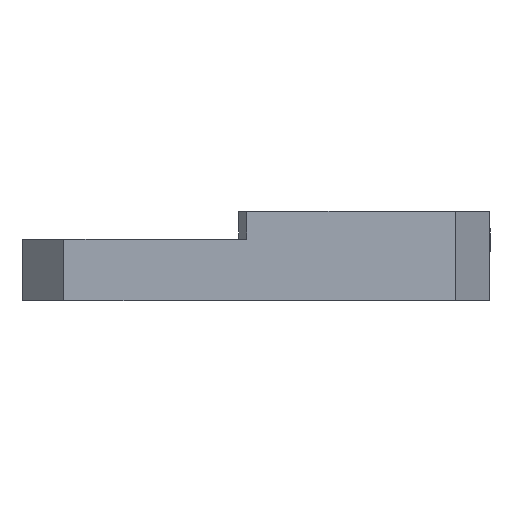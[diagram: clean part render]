
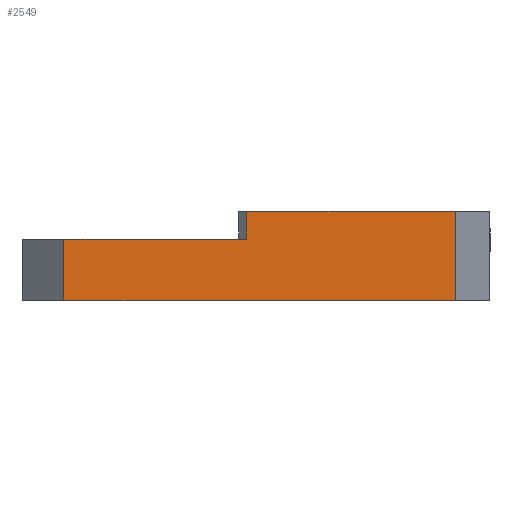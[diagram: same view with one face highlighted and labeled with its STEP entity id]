
A CAD part, left-side view. The second image highlights one B-rep face of the part: STEP entity #2549.
In plain terms, the highlighted planar face has unit normal (-1, 0, 0).
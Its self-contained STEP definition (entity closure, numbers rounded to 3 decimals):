
#139=PLANE('',#2751);
#295=FACE_OUTER_BOUND('',#441,.T.);
#441=EDGE_LOOP('',(#2363,#2364,#2365,#2366,#2367,#2368));
#467=LINE('',#3546,#770);
#553=LINE('',#3871,#856);
#731=LINE('',#4265,#1034);
#736=LINE('',#4288,#1039);
#747=LINE('',#4309,#1050);
#748=LINE('',#4311,#1051);
#770=VECTOR('',#2791,10.);
#856=VECTOR('',#2967,10.);
#1034=VECTOR('',#3339,10.);
#1039=VECTOR('',#3374,10.);
#1050=VECTOR('',#3405,10.);
#1051=VECTOR('',#3408,10.);
#1114=VERTEX_POINT('',#3532);
#1120=VERTEX_POINT('',#3544);
#1212=VERTEX_POINT('',#3868);
#1213=VERTEX_POINT('',#3870);
#1331=VERTEX_POINT('',#4262);
#1332=VERTEX_POINT('',#4264);
#1352=EDGE_CURVE('',#1120,#1114,#467,.T.);
#1465=EDGE_CURVE('',#1213,#1212,#553,.T.);
#1666=EDGE_CURVE('',#1332,#1331,#731,.T.);
#1677=EDGE_CURVE('',#1114,#1212,#736,.T.);
#1688=EDGE_CURVE('',#1331,#1213,#747,.T.);
#1689=EDGE_CURVE('',#1332,#1120,#748,.F.);
#2363=ORIENTED_EDGE('',*,*,#1677,.F.);
#2364=ORIENTED_EDGE('',*,*,#1352,.F.);
#2365=ORIENTED_EDGE('',*,*,#1689,.F.);
#2366=ORIENTED_EDGE('',*,*,#1666,.T.);
#2367=ORIENTED_EDGE('',*,*,#1688,.T.);
#2368=ORIENTED_EDGE('',*,*,#1465,.T.);
#2549=ADVANCED_FACE('',(#295),#139,.T.);
#2751=AXIS2_PLACEMENT_3D('',#4310,#3406,#3407);
#2791=DIRECTION('',(0.,1.,0.));
#2967=DIRECTION('',(0.,1.,0.));
#3339=DIRECTION('',(0.,1.,0.));
#3374=DIRECTION('',(0.,0.,1.));
#3405=DIRECTION('',(0.,0.,-1.));
#3406=DIRECTION('center_axis',(-1.,0.,0.));
#3407=DIRECTION('ref_axis',(0.,1.,0.));
#3408=DIRECTION('',(0.,0.,1.));
#3532=CARTESIAN_POINT('',(-14.8,13.75,0.));
#3544=CARTESIAN_POINT('',(-14.8,-14.28,0.));
#3546=CARTESIAN_POINT('',(-14.8,-14.186,0.));
#3868=CARTESIAN_POINT('',(-14.8,13.75,4.4));
#3870=CARTESIAN_POINT('',(-14.8,0.667,4.4));
#3871=CARTESIAN_POINT('',(-14.8,-14.186,4.4));
#4262=CARTESIAN_POINT('',(-14.8,0.667,6.4));
#4264=CARTESIAN_POINT('',(-14.8,-14.28,6.4));
#4265=CARTESIAN_POINT('',(-14.8,-14.186,6.4));
#4288=CARTESIAN_POINT('',(-14.8,13.75,5.4));
#4309=CARTESIAN_POINT('',(-14.8,0.667,6.4));
#4310=CARTESIAN_POINT('Origin',(-14.8,-14.186,6.4));
#4311=CARTESIAN_POINT('',(-14.8,-14.28,6.4));
